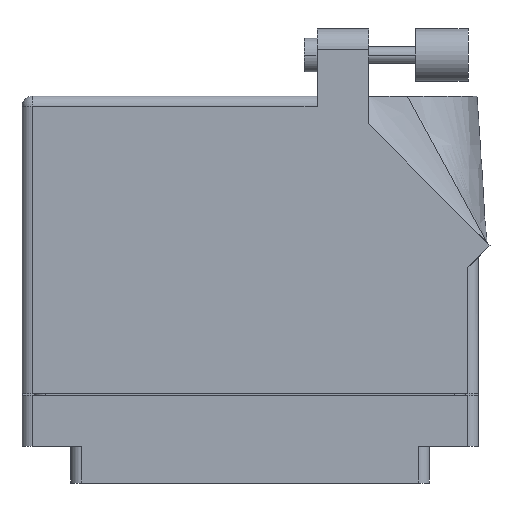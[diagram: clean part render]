
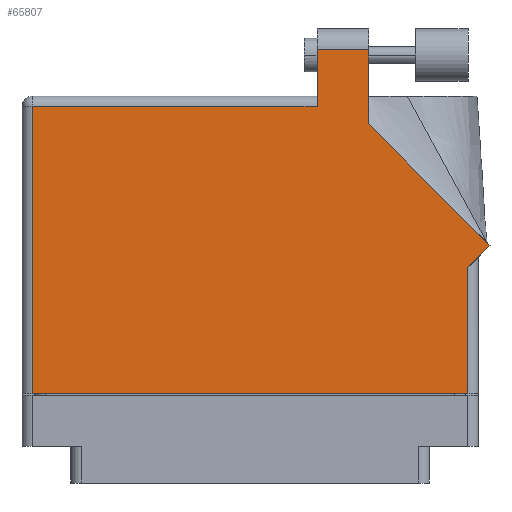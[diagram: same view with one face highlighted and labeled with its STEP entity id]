
A CAD part, front view. The second image highlights one B-rep face of the part: STEP entity #65807.
In plain terms, the highlighted face is planar.
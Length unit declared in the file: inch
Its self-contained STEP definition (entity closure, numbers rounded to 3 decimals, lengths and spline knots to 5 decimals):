
#2897 = PLANE ( 'NONE',  #30674 ) ;
#4493 = VECTOR ( 'NONE', #27807, 39.37008 ) ;
#4965 = EDGE_CURVE ( 'NONE', #17560, #29376, #46816, .T. ) ;
#5392 = ORIENTED_EDGE ( 'NONE', *, *, #53571, .T. ) ;
#6518 = FACE_OUTER_BOUND ( 'NONE', #56165, .T. ) ;
#6551 = EDGE_CURVE ( 'NONE', #49880, #58187, #60415, .T. ) ;
#7525 = VECTOR ( 'NONE', #66202, 39.37008 ) ;
#8631 = VERTEX_POINT ( 'NONE', #45020 ) ;
#10082 = EDGE_CURVE ( 'NONE', #8631, #42427, #35708, .T. ) ;
#11308 = EDGE_CURVE ( 'NONE', #29376, #48614, #23903, .T. ) ;
#11985 = ORIENTED_EDGE ( 'NONE', *, *, #4965, .T. ) ;
#12387 = LINE ( 'NONE', #58996, #28742 ) ;
#13552 = EDGE_CURVE ( 'NONE', #58187, #35229, #18554, .T. ) ;
#13951 = CARTESIAN_POINT ( 'NONE',  ( -1.297, -0.1, 0.617 ) ) ;
#15605 = CARTESIAN_POINT ( 'NONE',  ( -1.297, 1.613, 0.617 ) ) ;
#16577 = EDGE_CURVE ( 'NONE', #58326, #49880, #12387, .T. ) ;
#17560 = VERTEX_POINT ( 'NONE', #66168 ) ;
#18554 = LINE ( 'NONE', #22098, #4493 ) ;
#18594 = CARTESIAN_POINT ( 'NONE',  ( 0.399, 1.95, 0.617 ) ) ;
#19356 = CARTESIAN_POINT ( 'NONE',  ( 1.42971, 0.78571, 0.617 ) ) ;
#21185 = CARTESIAN_POINT ( 'NONE',  ( -1.297, -0.1, 0.617 ) ) ;
#22023 = ORIENTED_EDGE ( 'NONE', *, *, #16577, .T. ) ;
#22098 = CARTESIAN_POINT ( 'NONE',  ( 1.359, 0.715, 0.617 ) ) ;
#22616 = DIRECTION ( 'NONE',  ( 1., 0., 0. ) ) ;
#23322 = ORIENTED_EDGE ( 'NONE', *, *, #6551, .T. ) ;
#23574 = DIRECTION ( 'NONE',  ( -1., 0., 0. ) ) ;
#23903 = LINE ( 'NONE', #18594, #55242 ) ;
#26109 = CARTESIAN_POINT ( 'NONE',  ( 0.706, 1.50942, 0.617 ) ) ;
#26983 = VECTOR ( 'NONE', #50014, 39.37008 ) ;
#27493 = CARTESIAN_POINT ( 'NONE',  ( 1.297, 0.653, 0.617 ) ) ;
#27717 = DIRECTION ( 'NONE',  ( 0., 0., -1. ) ) ;
#27807 = DIRECTION ( 'NONE',  ( 0.707, 0.707, 0. ) ) ;
#28742 = VECTOR ( 'NONE', #22616, 39.37008 ) ;
#29376 = VERTEX_POINT ( 'NONE', #51627 ) ;
#29613 = DIRECTION ( 'NONE',  ( -1., 0., 0. ) ) ;
#30354 = VECTOR ( 'NONE', #30561, 39.37008 ) ;
#30561 = DIRECTION ( 'NONE',  ( 0., 1., 0. ) ) ;
#30674 = AXIS2_PLACEMENT_3D ( 'NONE', #64829, #27717, #29613 ) ;
#31335 = DIRECTION ( 'NONE',  ( 0., -1., 0. ) ) ;
#33535 = ORIENTED_EDGE ( 'NONE', *, *, #11308, .T. ) ;
#34179 = CARTESIAN_POINT ( 'NONE',  ( 1.42971, 0.78571, 0.617 ) ) ;
#34466 = LINE ( 'NONE', #61017, #26983 ) ;
#34761 = LINE ( 'NONE', #21185, #52044 ) ;
#35229 = VERTEX_POINT ( 'NONE', #19356 ) ;
#35608 = LINE ( 'NONE', #34179, #7525 ) ;
#35708 = LINE ( 'NONE', #38569, #46409 ) ;
#38569 = CARTESIAN_POINT ( 'NONE',  ( -1.359, 1.613, 0.617 ) ) ;
#39529 = CARTESIAN_POINT ( 'NONE',  ( 0.399, 1.95, 0.617 ) ) ;
#39660 = EDGE_CURVE ( 'NONE', #35229, #17560, #35608, .T. ) ;
#41657 = EDGE_CURVE ( 'NONE', #48614, #8631, #34466, .T. ) ;
#41810 = ORIENTED_EDGE ( 'NONE', *, *, #41657, .T. ) ;
#41835 = DIRECTION ( 'NONE',  ( 0., 1., 0. ) ) ;
#42427 = VERTEX_POINT ( 'NONE', #15605 ) ;
#42514 = CARTESIAN_POINT ( 'NONE',  ( 1.297, 0.715, 0.617 ) ) ;
#45020 = CARTESIAN_POINT ( 'NONE',  ( 0.399, 1.613, 0.617 ) ) ;
#46409 = VECTOR ( 'NONE', #23574, 39.37008 ) ;
#46816 = LINE ( 'NONE', #26109, #30354 ) ;
#48614 = VERTEX_POINT ( 'NONE', #39529 ) ;
#49539 = CARTESIAN_POINT ( 'NONE',  ( 1.297, -0.1, 0.617 ) ) ;
#49880 = VERTEX_POINT ( 'NONE', #49539 ) ;
#50014 = DIRECTION ( 'NONE',  ( 0., -1., 0. ) ) ;
#51627 = CARTESIAN_POINT ( 'NONE',  ( 0.706, 1.95, 0.617 ) ) ;
#52044 = VECTOR ( 'NONE', #31335, 39.37008 ) ;
#53571 = EDGE_CURVE ( 'NONE', #42427, #58326, #34761, .T. ) ;
#55242 = VECTOR ( 'NONE', #55403, 39.37008 ) ;
#55403 = DIRECTION ( 'NONE',  ( -1., 0., 0. ) ) ;
#56165 = EDGE_LOOP ( 'NONE', ( #11985, #33535, #41810, #66935, #5392, #22023, #23322, #66622, #59814 ) ) ;
#58187 = VERTEX_POINT ( 'NONE', #27493 ) ;
#58326 = VERTEX_POINT ( 'NONE', #13951 ) ;
#58760 = VECTOR ( 'NONE', #41835, 39.37008 ) ;
#58996 = CARTESIAN_POINT ( 'NONE',  ( -1.359, -0.1, 0.617 ) ) ;
#59814 = ORIENTED_EDGE ( 'NONE', *, *, #39660, .T. ) ;
#60415 = LINE ( 'NONE', #42514, #58760 ) ;
#61017 = CARTESIAN_POINT ( 'NONE',  ( 0.399, 1.675, 0.617 ) ) ;
#64829 = CARTESIAN_POINT ( 'NONE',  ( -1.359, 1.675, 0.617 ) ) ;
#65807 = ADVANCED_FACE ( 'NONE', ( #6518 ), #2897, .F. ) ;
#66168 = CARTESIAN_POINT ( 'NONE',  ( 0.706, 1.50942, 0.617 ) ) ;
#66202 = DIRECTION ( 'NONE',  ( -0.707, 0.707, 0. ) ) ;
#66622 = ORIENTED_EDGE ( 'NONE', *, *, #13552, .T. ) ;
#66935 = ORIENTED_EDGE ( 'NONE', *, *, #10082, .T. ) ;
